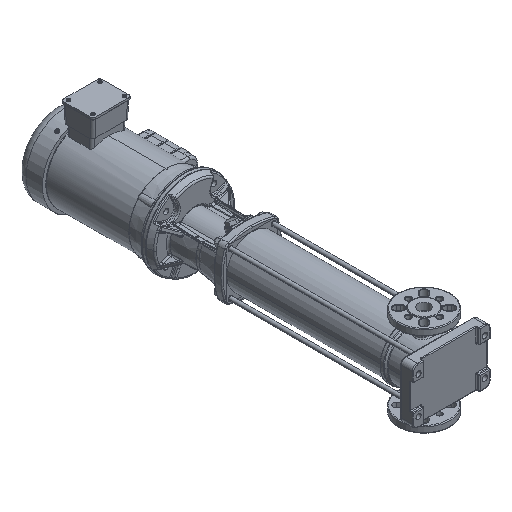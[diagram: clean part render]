
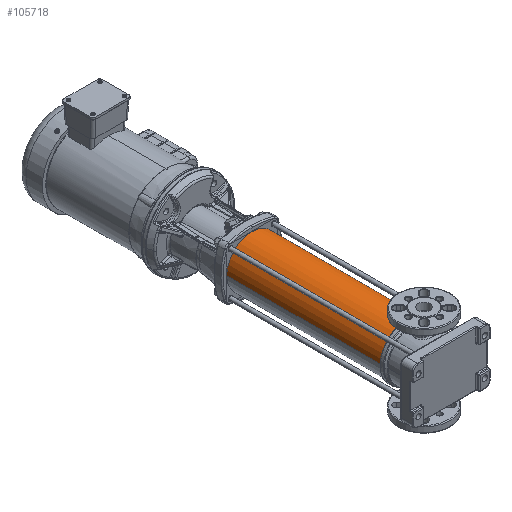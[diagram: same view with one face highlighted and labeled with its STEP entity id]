
A CAD part, isometric view. The second image highlights one B-rep face of the part: STEP entity #105718.
In plain terms, the highlighted cylindrical face has radius 68.75 mm (diameter 137.5 mm), a partial arc.
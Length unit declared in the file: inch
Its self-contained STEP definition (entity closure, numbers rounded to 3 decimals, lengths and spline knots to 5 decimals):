
#4855 = FACE_OUTER_BOUND ( 'NONE', #82710, .T. ) ;
#5884 = CARTESIAN_POINT ( 'NONE',  ( 0., 1.85827, 0. ) ) ;
#7566 = VERTEX_POINT ( 'NONE', #83564 ) ;
#8287 = VECTOR ( 'NONE', #107269, 39.37008 ) ;
#15889 = EDGE_CURVE ( 'NONE', #67286, #88395, #37924, .T. ) ;
#21028 = LINE ( 'NONE', #65586, #8287 ) ;
#24698 = DIRECTION ( 'NONE',  ( 0., -1., 0. ) ) ;
#28705 = DIRECTION ( 'NONE',  ( 0., 1., 0. ) ) ;
#30390 = ORIENTED_EDGE ( 'NONE', *, *, #119904, .F. ) ;
#33417 = CARTESIAN_POINT ( 'NONE',  ( 0., 18.36614, -2.70669 ) ) ;
#34203 = EDGE_CURVE ( 'NONE', #88395, #76441, #73609, .T. ) ;
#35997 = CARTESIAN_POINT ( 'NONE',  ( 0., 1.54331, 0. ) ) ;
#36689 = CYLINDRICAL_SURFACE ( 'NONE', #51853, 2.70669 ) ;
#37924 = LINE ( 'NONE', #81128, #132582 ) ;
#38095 = DIRECTION ( 'NONE',  ( 0., 1., 0. ) ) ;
#44446 = CARTESIAN_POINT ( 'NONE',  ( 0., 18.36614, 2.70669 ) ) ;
#45350 = AXIS2_PLACEMENT_3D ( 'NONE', #5884, #57589, #92188 ) ;
#46597 = CARTESIAN_POINT ( 'NONE',  ( 0., 18.36614, 0. ) ) ;
#51853 = AXIS2_PLACEMENT_3D ( 'NONE', #35997, #38095, #91153 ) ;
#57589 = DIRECTION ( 'NONE',  ( 0., 1., 0. ) ) ;
#65586 = CARTESIAN_POINT ( 'NONE',  ( 0., 1.54331, -2.70669 ) ) ;
#67286 = VERTEX_POINT ( 'NONE', #98850 ) ;
#71393 = AXIS2_PLACEMENT_3D ( 'NONE', #46597, #24698, #78502 ) ;
#73609 = CIRCLE ( 'NONE', #71393, 2.70669 ) ;
#76441 = VERTEX_POINT ( 'NONE', #33417 ) ;
#78502 = DIRECTION ( 'NONE',  ( 0., 0., -1. ) ) ;
#81128 = CARTESIAN_POINT ( 'NONE',  ( 0., 1.54331, 2.70669 ) ) ;
#82093 = ORIENTED_EDGE ( 'NONE', *, *, #34203, .T. ) ;
#82710 = EDGE_LOOP ( 'NONE', ( #30390, #119939, #101502, #82093 ) ) ;
#83564 = CARTESIAN_POINT ( 'NONE',  ( 0., 1.85827, -2.70669 ) ) ;
#88395 = VERTEX_POINT ( 'NONE', #44446 ) ;
#91153 = DIRECTION ( 'NONE',  ( 0., 0., 1. ) ) ;
#92188 = DIRECTION ( 'NONE',  ( 0., 0., 1. ) ) ;
#98850 = CARTESIAN_POINT ( 'NONE',  ( 0., 1.85827, 2.70669 ) ) ;
#101502 = ORIENTED_EDGE ( 'NONE', *, *, #15889, .T. ) ;
#104839 = EDGE_CURVE ( 'NONE', #7566, #67286, #137678, .T. ) ;
#105718 = ADVANCED_FACE ( 'NONE', ( #4855 ), #36689, .T. ) ;
#107269 = DIRECTION ( 'NONE',  ( 0., 1., 0. ) ) ;
#119904 = EDGE_CURVE ( 'NONE', #7566, #76441, #21028, .T. ) ;
#119939 = ORIENTED_EDGE ( 'NONE', *, *, #104839, .T. ) ;
#132582 = VECTOR ( 'NONE', #28705, 39.37008 ) ;
#137678 = CIRCLE ( 'NONE', #45350, 2.70669 ) ;
